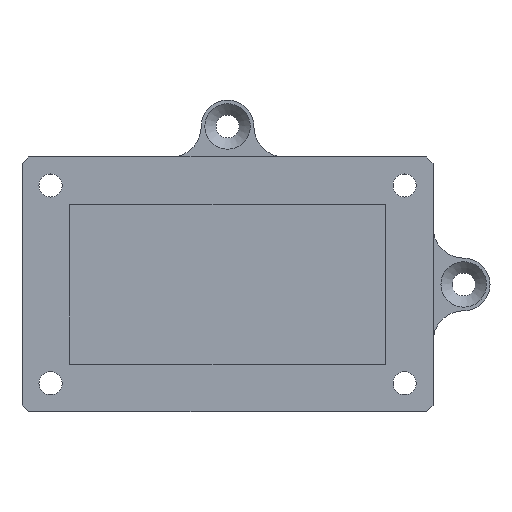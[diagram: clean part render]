
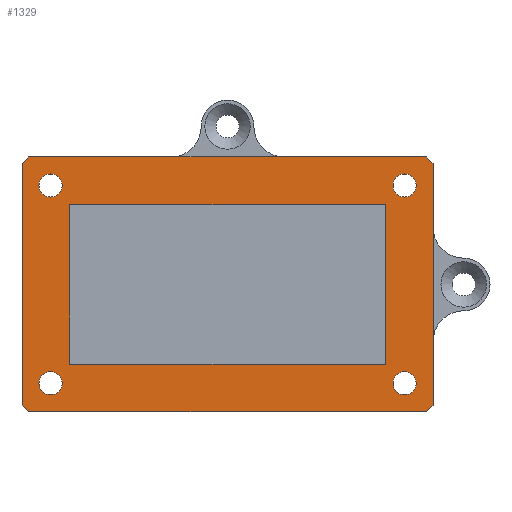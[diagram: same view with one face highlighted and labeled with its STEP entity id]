
A CAD part, top view. The second image highlights one B-rep face of the part: STEP entity #1329.
In plain terms, the highlighted planar face has unit normal (0, 0, 1).
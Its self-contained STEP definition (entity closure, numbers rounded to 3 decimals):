
#846 = EDGE_CURVE('',#847,#849,#851,.T.);
#847 = VERTEX_POINT('',#848);
#848 = CARTESIAN_POINT('',(59.5,37.5,1.5));
#849 = VERTEX_POINT('',#850);
#850 = CARTESIAN_POINT('',(1.,37.5,1.5));
#851 = LINE('',#852,#853);
#852 = CARTESIAN_POINT('',(60.5,37.5,1.5));
#853 = VECTOR('',#854,1.);
#854 = DIRECTION('',(-1.,0.,0.));
#934 = EDGE_CURVE('',#935,#937,#939,.T.);
#935 = VERTEX_POINT('',#936);
#936 = CARTESIAN_POINT('',(0.,36.5,1.5));
#937 = VERTEX_POINT('',#938);
#938 = CARTESIAN_POINT('',(0.,1.,1.5));
#939 = LINE('',#940,#941);
#940 = CARTESIAN_POINT('',(0.,37.5,1.5));
#941 = VECTOR('',#942,1.);
#942 = DIRECTION('',(0.,-1.,0.));
#1000 = EDGE_CURVE('',#1001,#1003,#1005,.T.);
#1001 = VERTEX_POINT('',#1002);
#1002 = CARTESIAN_POINT('',(1.,0.,1.5));
#1003 = VERTEX_POINT('',#1004);
#1004 = CARTESIAN_POINT('',(59.5,0.,1.5));
#1005 = LINE('',#1006,#1007);
#1006 = CARTESIAN_POINT('',(0.,0.,1.5));
#1007 = VECTOR('',#1008,1.);
#1008 = DIRECTION('',(1.,0.,0.));
#1031 = EDGE_CURVE('',#1032,#1034,#1036,.T.);
#1032 = VERTEX_POINT('',#1033);
#1033 = CARTESIAN_POINT('',(60.5,1.,1.5));
#1034 = VERTEX_POINT('',#1035);
#1035 = CARTESIAN_POINT('',(60.5,36.5,1.5));
#1036 = LINE('',#1037,#1038);
#1037 = CARTESIAN_POINT('',(60.5,0.,1.5));
#1038 = VECTOR('',#1039,1.);
#1039 = DIRECTION('',(0.,1.,0.));
#1318 = EDGE_CURVE('',#935,#849,#1319,.T.);
#1319 = LINE('',#1320,#1321);
#1320 = CARTESIAN_POINT('',(3.375,39.875,1.5));
#1321 = VECTOR('',#1322,1.);
#1322 = DIRECTION('',(0.707,0.707,0.));
#1329 = ADVANCED_FACE('',(#1330,#1355,#1366,#1377,#1388,#1422),#1433,.T.
  );
#1330 = FACE_BOUND('',#1331,.T.);
#1331 = EDGE_LOOP('',(#1332,#1333,#1339,#1340,#1346,#1347,#1348,#1349));
#1332 = ORIENTED_EDGE('',*,*,#1000,.T.);
#1333 = ORIENTED_EDGE('',*,*,#1334,.T.);
#1334 = EDGE_CURVE('',#1003,#1032,#1335,.T.);
#1335 = LINE('',#1336,#1337);
#1336 = CARTESIAN_POINT('',(57.125,-2.375,1.5));
#1337 = VECTOR('',#1338,1.);
#1338 = DIRECTION('',(0.707,0.707,0.));
#1339 = ORIENTED_EDGE('',*,*,#1031,.T.);
#1340 = ORIENTED_EDGE('',*,*,#1341,.F.);
#1341 = EDGE_CURVE('',#847,#1034,#1342,.T.);
#1342 = LINE('',#1343,#1344);
#1343 = CARTESIAN_POINT('',(57.125,39.875,1.5));
#1344 = VECTOR('',#1345,1.);
#1345 = DIRECTION('',(0.707,-0.707,0.));
#1346 = ORIENTED_EDGE('',*,*,#846,.T.);
#1347 = ORIENTED_EDGE('',*,*,#1318,.F.);
#1348 = ORIENTED_EDGE('',*,*,#934,.T.);
#1349 = ORIENTED_EDGE('',*,*,#1350,.T.);
#1350 = EDGE_CURVE('',#937,#1001,#1351,.T.);
#1351 = LINE('',#1352,#1353);
#1352 = CARTESIAN_POINT('',(3.375,-2.375,1.5));
#1353 = VECTOR('',#1354,1.);
#1354 = DIRECTION('',(0.707,-0.707,0.));
#1355 = FACE_BOUND('',#1356,.T.);
#1356 = EDGE_LOOP('',(#1357));
#1357 = ORIENTED_EDGE('',*,*,#1358,.F.);
#1358 = EDGE_CURVE('',#1359,#1359,#1361,.T.);
#1359 = VERTEX_POINT('',#1360);
#1360 = CARTESIAN_POINT('',(2.5,4.2,1.5));
#1361 = CIRCLE('',#1362,1.7);
#1362 = AXIS2_PLACEMENT_3D('',#1363,#1364,#1365);
#1363 = CARTESIAN_POINT('',(4.2,4.2,1.5));
#1364 = DIRECTION('',(0.,0.,1.));
#1365 = DIRECTION('',(-1.,0.,0.));
#1366 = FACE_BOUND('',#1367,.T.);
#1367 = EDGE_LOOP('',(#1368));
#1368 = ORIENTED_EDGE('',*,*,#1369,.F.);
#1369 = EDGE_CURVE('',#1370,#1370,#1372,.T.);
#1370 = VERTEX_POINT('',#1371);
#1371 = CARTESIAN_POINT('',(54.6,4.2,1.5));
#1372 = CIRCLE('',#1373,1.7);
#1373 = AXIS2_PLACEMENT_3D('',#1374,#1375,#1376);
#1374 = CARTESIAN_POINT('',(56.3,4.2,1.5));
#1375 = DIRECTION('',(0.,0.,1.));
#1376 = DIRECTION('',(-1.,0.,0.));
#1377 = FACE_BOUND('',#1378,.T.);
#1378 = EDGE_LOOP('',(#1379));
#1379 = ORIENTED_EDGE('',*,*,#1380,.F.);
#1380 = EDGE_CURVE('',#1381,#1381,#1383,.T.);
#1381 = VERTEX_POINT('',#1382);
#1382 = CARTESIAN_POINT('',(2.5,33.3,1.5));
#1383 = CIRCLE('',#1384,1.7);
#1384 = AXIS2_PLACEMENT_3D('',#1385,#1386,#1387);
#1385 = CARTESIAN_POINT('',(4.2,33.3,1.5));
#1386 = DIRECTION('',(0.,0.,1.));
#1387 = DIRECTION('',(-1.,0.,0.));
#1388 = FACE_BOUND('',#1389,.T.);
#1389 = EDGE_LOOP('',(#1390,#1400,#1408,#1416));
#1390 = ORIENTED_EDGE('',*,*,#1391,.F.);
#1391 = EDGE_CURVE('',#1392,#1394,#1396,.T.);
#1392 = VERTEX_POINT('',#1393);
#1393 = CARTESIAN_POINT('',(7.,7.,1.5));
#1394 = VERTEX_POINT('',#1395);
#1395 = CARTESIAN_POINT('',(53.5,7.,1.5));
#1396 = LINE('',#1397,#1398);
#1397 = CARTESIAN_POINT('',(7.,7.,1.5));
#1398 = VECTOR('',#1399,1.);
#1399 = DIRECTION('',(1.,0.,0.));
#1400 = ORIENTED_EDGE('',*,*,#1401,.F.);
#1401 = EDGE_CURVE('',#1402,#1392,#1404,.T.);
#1402 = VERTEX_POINT('',#1403);
#1403 = CARTESIAN_POINT('',(7.,30.5,1.5));
#1404 = LINE('',#1405,#1406);
#1405 = CARTESIAN_POINT('',(7.,30.5,1.5));
#1406 = VECTOR('',#1407,1.);
#1407 = DIRECTION('',(0.,-1.,0.));
#1408 = ORIENTED_EDGE('',*,*,#1409,.F.);
#1409 = EDGE_CURVE('',#1410,#1402,#1412,.T.);
#1410 = VERTEX_POINT('',#1411);
#1411 = CARTESIAN_POINT('',(53.5,30.5,1.5));
#1412 = LINE('',#1413,#1414);
#1413 = CARTESIAN_POINT('',(53.5,30.5,1.5));
#1414 = VECTOR('',#1415,1.);
#1415 = DIRECTION('',(-1.,0.,0.));
#1416 = ORIENTED_EDGE('',*,*,#1417,.F.);
#1417 = EDGE_CURVE('',#1394,#1410,#1418,.T.);
#1418 = LINE('',#1419,#1420);
#1419 = CARTESIAN_POINT('',(53.5,7.,1.5));
#1420 = VECTOR('',#1421,1.);
#1421 = DIRECTION('',(0.,1.,0.));
#1422 = FACE_BOUND('',#1423,.T.);
#1423 = EDGE_LOOP('',(#1424));
#1424 = ORIENTED_EDGE('',*,*,#1425,.F.);
#1425 = EDGE_CURVE('',#1426,#1426,#1428,.T.);
#1426 = VERTEX_POINT('',#1427);
#1427 = CARTESIAN_POINT('',(54.6,33.3,1.5));
#1428 = CIRCLE('',#1429,1.7);
#1429 = AXIS2_PLACEMENT_3D('',#1430,#1431,#1432);
#1430 = CARTESIAN_POINT('',(56.3,33.3,1.5));
#1431 = DIRECTION('',(0.,0.,1.));
#1432 = DIRECTION('',(-1.,0.,0.));
#1433 = PLANE('',#1434);
#1434 = AXIS2_PLACEMENT_3D('',#1435,#1436,#1437);
#1435 = CARTESIAN_POINT('',(30.25,18.75,1.5));
#1436 = DIRECTION('',(0.,0.,1.));
#1437 = DIRECTION('',(1.,0.,0.));
